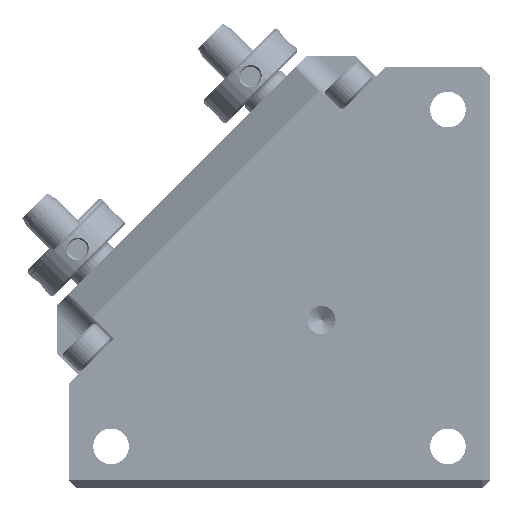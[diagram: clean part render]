
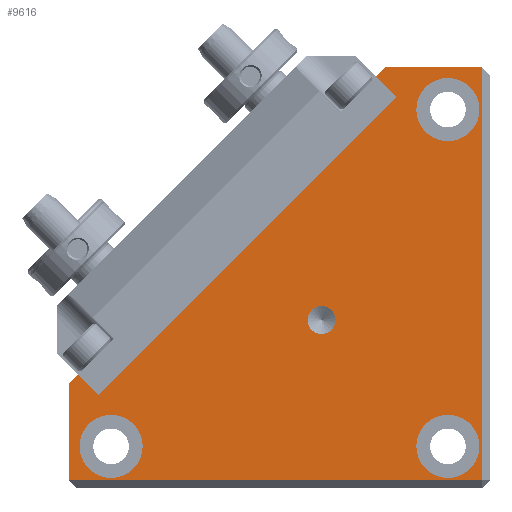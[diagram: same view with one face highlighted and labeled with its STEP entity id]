
A CAD part, front view. The second image highlights one B-rep face of the part: STEP entity #9616.
In plain terms, the highlighted face is planar.
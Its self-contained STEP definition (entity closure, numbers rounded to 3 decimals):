
#249=FACE_BOUND('',#1708,.T.);
#250=FACE_BOUND('',#1709,.T.);
#251=FACE_BOUND('',#1710,.T.);
#252=FACE_BOUND('',#1711,.T.);
#464=PLANE('',#10550);
#1088=FACE_OUTER_BOUND('',#1707,.T.);
#1707=EDGE_LOOP('',(#8528,#8529,#8530,#8531,#8532,#8533,#8534,#8535,#8536));
#1708=EDGE_LOOP('',(#8537));
#1709=EDGE_LOOP('',(#8538));
#1710=EDGE_LOOP('',(#8539));
#1711=EDGE_LOOP('',(#8540));
#2123=CIRCLE('',#10489,1.666);
#2148=CIRCLE('',#10551,3.75);
#2149=CIRCLE('',#10552,3.75);
#2150=CIRCLE('',#10553,3.75);
#3051=LINE('',#28602,#3720);
#3067=LINE('',#28630,#3736);
#3068=LINE('',#28633,#3737);
#3071=LINE('',#28639,#3740);
#3072=LINE('',#28641,#3741);
#3073=LINE('',#28643,#3742);
#3074=LINE('',#28645,#3743);
#3075=LINE('',#28647,#3744);
#3076=LINE('',#28648,#3745);
#3720=VECTOR('',#12859,10.);
#3736=VECTOR('',#12887,10.);
#3737=VECTOR('',#12890,10.);
#3740=VECTOR('',#12895,10.);
#3741=VECTOR('',#12896,10.);
#3742=VECTOR('',#12897,10.);
#3743=VECTOR('',#12898,10.);
#3744=VECTOR('',#12899,10.);
#3745=VECTOR('',#12900,10.);
#4566=VERTEX_POINT('',#28446);
#4616=VERTEX_POINT('',#28588);
#4617=VERTEX_POINT('',#28592);
#4621=VERTEX_POINT('',#28601);
#4628=VERTEX_POINT('',#28632);
#4630=VERTEX_POINT('',#28638);
#4631=VERTEX_POINT('',#28640);
#4632=VERTEX_POINT('',#28642);
#4633=VERTEX_POINT('',#28644);
#4634=VERTEX_POINT('',#28646);
#4635=VERTEX_POINT('',#28649);
#4636=VERTEX_POINT('',#28651);
#4637=VERTEX_POINT('',#28653);
#5870=EDGE_CURVE('',#4566,#4566,#2123,.T.);
#5941=EDGE_CURVE('',#4621,#4616,#3051,.T.);
#5957=EDGE_CURVE('',#4616,#4617,#3067,.T.);
#5958=EDGE_CURVE('',#4617,#4628,#3068,.T.);
#5961=EDGE_CURVE('',#4630,#4621,#3071,.T.);
#5962=EDGE_CURVE('',#4630,#4631,#3072,.T.);
#5963=EDGE_CURVE('',#4631,#4632,#3073,.T.);
#5964=EDGE_CURVE('',#4633,#4632,#3074,.T.);
#5965=EDGE_CURVE('',#4633,#4634,#3075,.T.);
#5966=EDGE_CURVE('',#4634,#4628,#3076,.T.);
#5967=EDGE_CURVE('',#4635,#4635,#2148,.T.);
#5968=EDGE_CURVE('',#4636,#4636,#2149,.T.);
#5969=EDGE_CURVE('',#4637,#4637,#2150,.T.);
#8528=ORIENTED_EDGE('',*,*,#5957,.F.);
#8529=ORIENTED_EDGE('',*,*,#5941,.F.);
#8530=ORIENTED_EDGE('',*,*,#5961,.F.);
#8531=ORIENTED_EDGE('',*,*,#5962,.T.);
#8532=ORIENTED_EDGE('',*,*,#5963,.T.);
#8533=ORIENTED_EDGE('',*,*,#5964,.F.);
#8534=ORIENTED_EDGE('',*,*,#5965,.T.);
#8535=ORIENTED_EDGE('',*,*,#5966,.T.);
#8536=ORIENTED_EDGE('',*,*,#5958,.F.);
#8537=ORIENTED_EDGE('',*,*,#5870,.T.);
#8538=ORIENTED_EDGE('',*,*,#5967,.T.);
#8539=ORIENTED_EDGE('',*,*,#5968,.T.);
#8540=ORIENTED_EDGE('',*,*,#5969,.T.);
#9616=ADVANCED_FACE('',(#1088,#249,#250,#251,#252),#464,.F.);
#10489=AXIS2_PLACEMENT_3D('',#28447,#12705,#12706);
#10550=AXIS2_PLACEMENT_3D('',#28637,#12893,#12894);
#10551=AXIS2_PLACEMENT_3D('',#28650,#12901,#12902);
#10552=AXIS2_PLACEMENT_3D('',#28652,#12903,#12904);
#10553=AXIS2_PLACEMENT_3D('',#28654,#12905,#12906);
#12705=DIRECTION('center_axis',(0.707,0.,
0.707));
#12706=DIRECTION('ref_axis',(0.5,0.707,-0.5));
#12859=DIRECTION('',(0.5,0.707,-0.5));
#12887=DIRECTION('',(-0.5,0.707,0.5));
#12890=DIRECTION('',(-0.5,-0.707,0.5));
#12893=DIRECTION('center_axis',(0.707,0.,
0.707));
#12894=DIRECTION('ref_axis',(0.5,-0.707,-0.5));
#12895=DIRECTION('',(0.5,-0.707,-0.5));
#12896=DIRECTION('',(0.,1.,0.));
#12897=DIRECTION('',(0.707,0.,-0.707));
#12898=DIRECTION('',(0.,-1.,0.));
#12899=DIRECTION('',(-0.707,0.,0.707));
#12900=DIRECTION('',(0.,1.,0.));
#12901=DIRECTION('center_axis',(0.707,0.,
0.707));
#12902=DIRECTION('ref_axis',(0.5,-0.707,-0.5));
#12903=DIRECTION('center_axis',(0.707,0.,
0.707));
#12904=DIRECTION('ref_axis',(0.5,-0.707,-0.5));
#12905=DIRECTION('center_axis',(0.707,0.,
0.707));
#12906=DIRECTION('ref_axis',(0.5,-0.707,-0.5));
#28446=CARTESIAN_POINT('',(14.459,23.822,-49.815));
#28447=CARTESIAN_POINT('Origin',(15.292,25.,-50.648));
#28588=CARTESIAN_POINT('',(34.292,25.,-69.648));
#28592=CARTESIAN_POINT('',(9.792,59.648,-45.148));
#28601=CARTESIAN_POINT('',(9.792,-9.648,-45.148));
#28602=CARTESIAN_POINT('',(16.042,-0.809,-51.398));
#28630=CARTESIAN_POINT('',(28.542,33.132,-63.898));
#28632=CARTESIAN_POINT('',(4.031,51.5,-39.386));
#28633=CARTESIAN_POINT('',(10.292,60.355,-45.648));
#28637=CARTESIAN_POINT('Origin',(10.292,25.,-45.648));
#28638=CARTESIAN_POINT('',(4.031,-1.5,-39.386));
#28639=CARTESIAN_POINT('',(-14.708,25.,-20.648));
#28640=CARTESIAN_POINT('',(4.031,0.,-39.386));
#28641=CARTESIAN_POINT('',(4.031,12.5,-39.386));
#28642=CARTESIAN_POINT('',(6.505,0.,-41.861));
#28643=CARTESIAN_POINT('',(9.459,0.,-44.815));
#28644=CARTESIAN_POINT('',(6.505,50.,-41.861));
#28645=CARTESIAN_POINT('',(6.505,37.5,-41.861));
#28646=CARTESIAN_POINT('',(4.031,50.,-39.386));
#28647=CARTESIAN_POINT('',(7.161,50.,-42.517));
#28648=CARTESIAN_POINT('',(4.031,38.25,-39.386));
#28649=CARTESIAN_POINT('',(8.417,-0.633,-43.773));
#28650=CARTESIAN_POINT('Origin',(10.292,-3.284,-45.648));
#28651=CARTESIAN_POINT('',(28.417,27.652,-63.773));
#28652=CARTESIAN_POINT('Origin',(30.292,25.,-65.648));
#28653=CARTESIAN_POINT('',(8.417,55.936,-43.773));
#28654=CARTESIAN_POINT('Origin',(10.292,53.284,-45.648));
